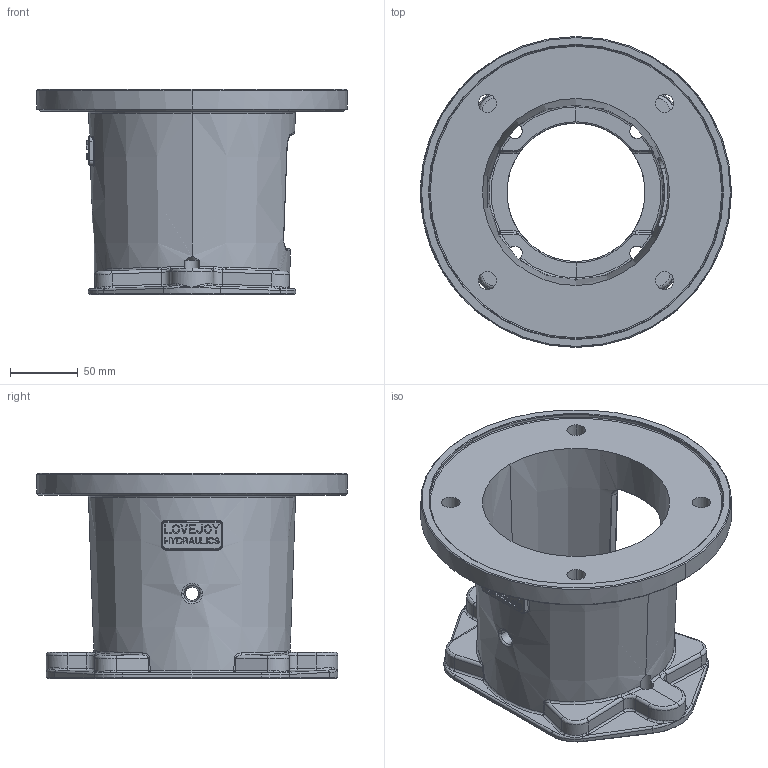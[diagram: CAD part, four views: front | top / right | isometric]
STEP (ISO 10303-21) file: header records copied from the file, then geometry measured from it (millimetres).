
FILE_DESCRIPTION((''),'2;1');
FILE_NAME('84527105157_ASM','2013-04-26T',('ppetruska'),(''),'PRO/ENGINEER BY PARAMETRIC TECHNOLOGY CORPORATION, 2012480','PRO/ENGINEER BY PARAMETRIC TECHNOLOGY CORPORATION, 2012480','');
FILE_SCHEMA(('CONFIG_CONTROL_DESIGN'));
Length unit declared in the file: inch
Products named in the file (3): 84527106026_AF1; 84527106032_AF0_ASM; 84527105157_ASM
Assembly tree (2 placements, depth 3):
  84527105157_ASM
    84527106032_AF0_ASM
      84527106026_AF1
Bounding box: 228.6 x 228.6 x 150.81 mm (x, y, z)
Volume: 970619.1 mm3; surface area: 217942.4 mm2
Topology: 1 solids, 1 shells, 735 faces, 1926 edges, 1212 vertices
Faces by surface type: plane 443, bspline 138, cylinder 94, cone 32, torus 16, sphere 8, extrusion 4
Entity records: 29650 total; most frequent: CARTESIAN_POINT 12461, ORIENTED_EDGE 3852, DIRECTION 3088, EDGE_CURVE 1926, VECTOR 1306, LINE 1302, VERTEX_POINT 1212, AXIS2_PLACEMENT_3D 891
